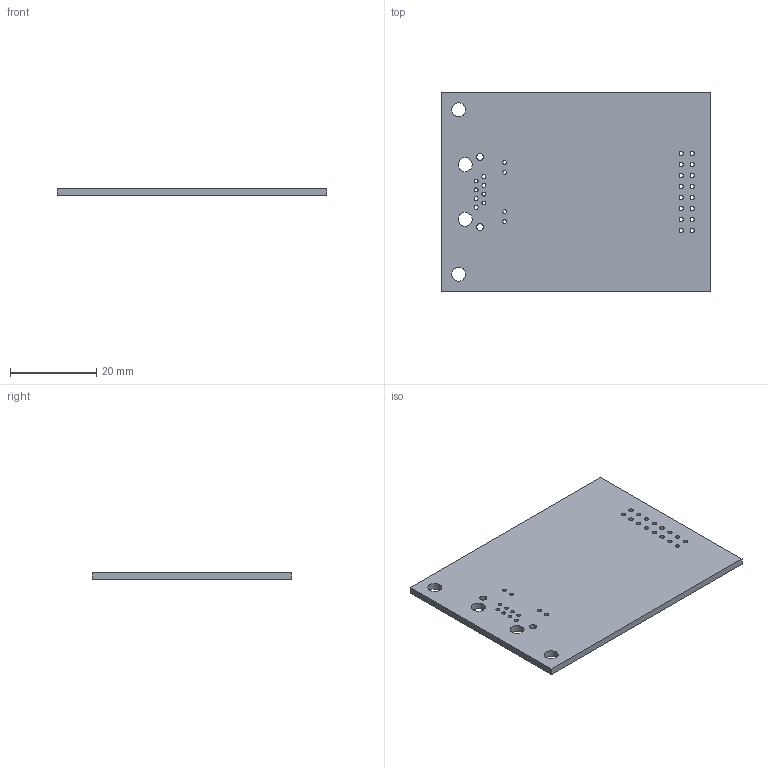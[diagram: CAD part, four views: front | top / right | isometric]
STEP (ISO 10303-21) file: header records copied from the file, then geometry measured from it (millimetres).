
FILE_DESCRIPTION(('KiCad electronic assembly'),'2;1');
FILE_NAME('differential_encoder_encoder.step','2023-06-15T10:25:28',( 'Pcbnew'),('Kicad'),'Open CASCADE STEP processor 7.5', 'KiCad to STEP converter','Unknown');
FILE_SCHEMA(('AUTOMOTIVE_DESIGN { 1 0 10303 214 1 1 1 1 }'));
Length unit declared in the file: millimetre
Products named in the file (2): differential_encoder_encoder 1; _autosave-differential_encoder_encoder PCB
Assembly tree (1 placements, depth 2):
  differential_encoder_encoder 1
    _autosave-differential_encoder_encoder PCB
Bounding box: 62.48 x 46.23 x 1.58 mm (x, y, z)
Volume: 4474.4 mm3; surface area: 6219.4 mm2
Topology: 1 solids, 1 shells, 40 faces, 114 edges, 76 vertices
Faces by surface type: cylinder 34, plane 6
Full cylindrical faces by diameter (mm): 0.89 x12, 1 x16, 1.57 x2, 3.2 x2, 3.25 x2
Entity records: 3215 total; most frequent: CARTESIAN_POINT 868, DIRECTION 426, ORIENTED_EDGE 228, PCURVE 228, DEFINITIONAL_REPRESENTATION 228, LINE 206, VECTOR 206, EDGE_CURVE 114
